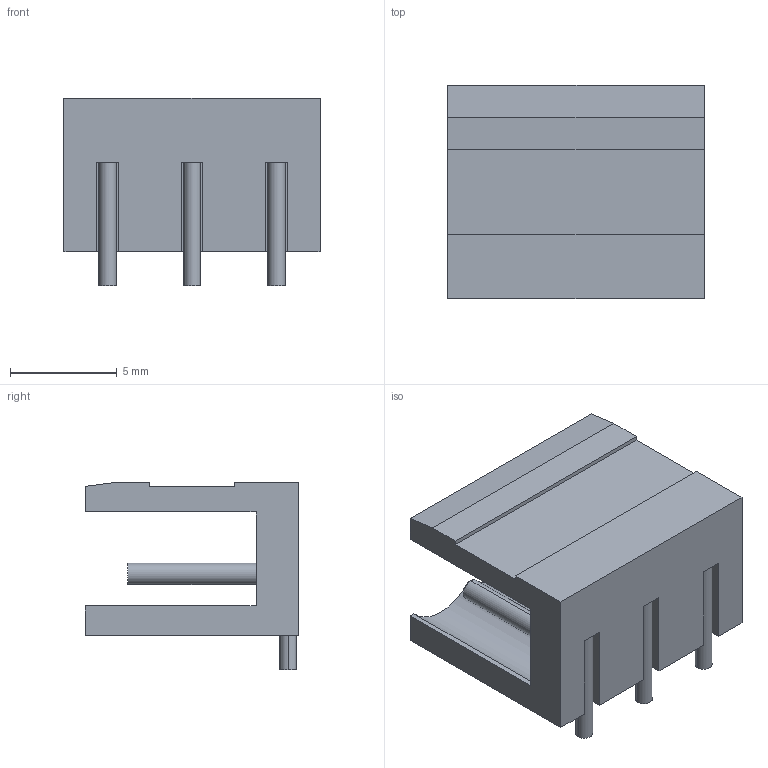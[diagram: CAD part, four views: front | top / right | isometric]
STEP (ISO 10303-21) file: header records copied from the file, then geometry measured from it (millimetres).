
FILE_DESCRIPTION (( 'STEP AP214' ), '1' );
FILE_NAME ('3P-3.96.STEP', '2012-03-22T07:32:01', ( 'Lenovo User' ), ( 'Lenovo (Beijing) Limited' ), 'SwSTEP 2.0', 'SolidWorks 2011', '' );
FILE_SCHEMA (( 'AUTOMOTIVE_DESIGN' ));
Length unit declared in the file: millimetre
Products named in the file (1): 3P-3.96
Bounding box: 12 x 10 x 8.8 mm (x, y, z)
Volume: 392.9 mm3; surface area: 815.6 mm2
Topology: 1 solids, 1 shells, 51 faces, 129 edges, 86 vertices
Faces by surface type: plane 36, cylinder 15
Entity records: 1930 total; most frequent: CARTESIAN_POINT 267, DIRECTION 263, ORIENTED_EDGE 258, EDGE_CURVE 129, LINE 99, VECTOR 99, VERTEX_POINT 86, AXIS2_PLACEMENT_3D 82
